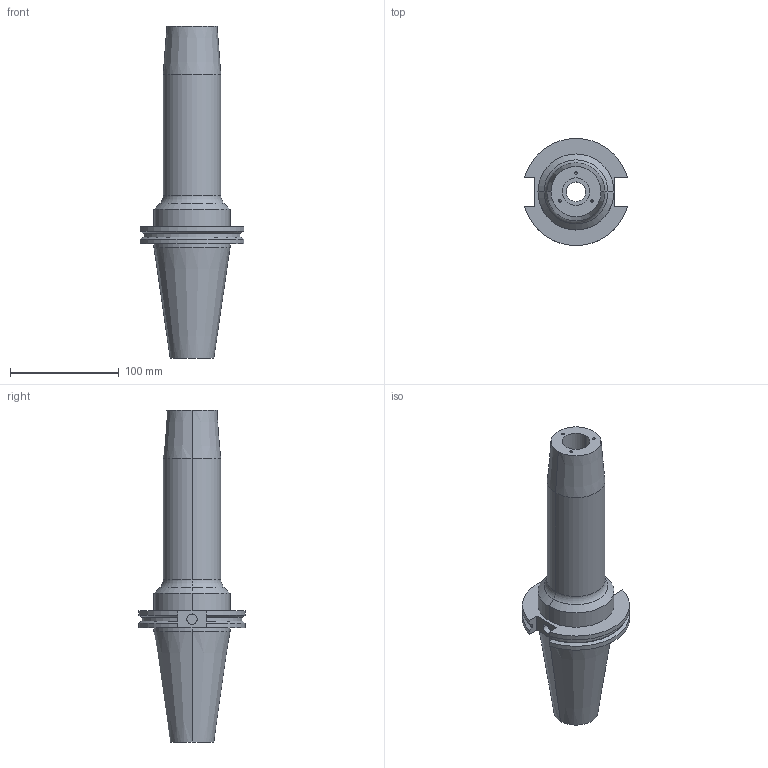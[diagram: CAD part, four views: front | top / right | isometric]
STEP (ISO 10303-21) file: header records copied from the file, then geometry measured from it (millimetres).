
FILE_DESCRIPTION (( 'STEP AP203' ), '1' );
FILE_NAME ('STP-SATE-29070-8B.STEP', '2019-07-22T01:24:34', ( '' ), ( '' ), 'SwSTEP 2.0', 'SolidWorks 2017', '' );
FILE_SCHEMA (( 'CONFIG_CONTROL_DESIGN' ));
Length unit declared in the file: millimetre
Products named in the file (1): STP-SATE-29070-8B
Bounding box: 94.95 x 98.05 x 304.8 mm (x, y, z)
Volume: 683820.7 mm3; surface area: 87159.1 mm2
Topology: 1 solids, 1 shells, 77 faces, 181 edges, 112 vertices
Faces by surface type: cylinder 38, plane 21, cone 16, torus 2
Entity records: 2552 total; most frequent: CARTESIAN_POINT 689, DIRECTION 383, ORIENTED_EDGE 362, EDGE_CURVE 181, AXIS2_PLACEMENT_3D 150, VERTEX_POINT 112, EDGE_LOOP 91, VECTOR 83
